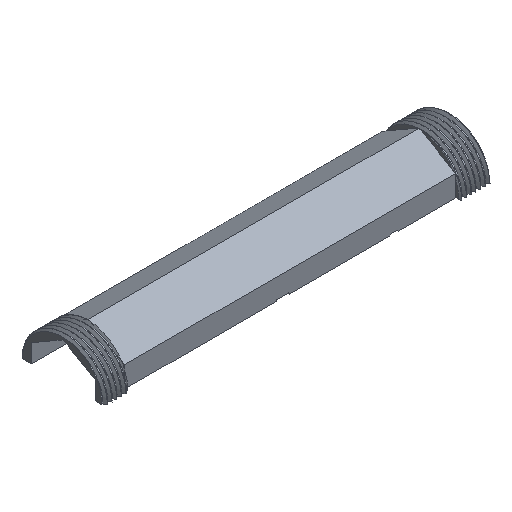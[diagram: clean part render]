
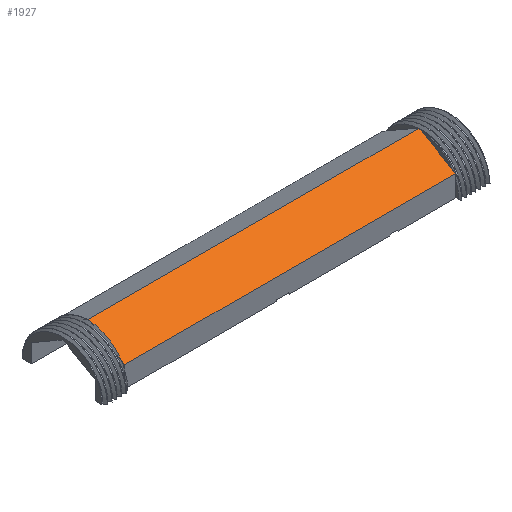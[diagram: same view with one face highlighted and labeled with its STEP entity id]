
A CAD part, isometric view. The second image highlights one B-rep face of the part: STEP entity #1927.
In plain terms, the highlighted planar face has unit normal (0, -0.5, 0.866).
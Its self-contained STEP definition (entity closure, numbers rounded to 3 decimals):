
#297=FACE_OUTER_BOUND('',#402,.T.);
#402=EDGE_LOOP('',(#1698,#1699,#1700,#1701,#1702,#1703,#1704,#1705));
#508=LINE('',#2962,#661);
#547=LINE('',#5620,#700);
#558=LINE('',#5650,#711);
#559=LINE('',#5653,#712);
#562=LINE('',#5683,#715);
#563=LINE('',#5685,#716);
#564=LINE('',#5686,#717);
#565=LINE('',#5687,#718);
#661=VECTOR('',#2153,10.);
#700=VECTOR('',#2302,10.);
#711=VECTOR('',#2335,10.);
#712=VECTOR('',#2338,10.);
#715=VECTOR('',#2351,10.);
#716=VECTOR('',#2354,10.);
#717=VECTOR('',#2355,10.);
#718=VECTOR('',#2356,10.);
#864=VERTEX_POINT('',#2959);
#865=VERTEX_POINT('',#2961);
#874=VERTEX_POINT('',#3289);
#876=VERTEX_POINT('',#3774);
#892=VERTEX_POINT('',#4359);
#899=VERTEX_POINT('',#5321);
#916=VERTEX_POINT('',#5648);
#917=VERTEX_POINT('',#5652);
#1056=EDGE_CURVE('',#864,#865,#508,.T.);
#1174=EDGE_CURVE('',#874,#876,#547,.T.);
#1190=EDGE_CURVE('',#876,#916,#558,.T.);
#1191=EDGE_CURVE('',#917,#892,#559,.T.);
#1195=EDGE_CURVE('',#865,#874,#562,.T.);
#1196=EDGE_CURVE('',#917,#916,#563,.T.);
#1197=EDGE_CURVE('',#864,#899,#564,.T.);
#1198=EDGE_CURVE('',#899,#892,#565,.T.);
#1698=ORIENTED_EDGE('',*,*,#1191,.F.);
#1699=ORIENTED_EDGE('',*,*,#1196,.T.);
#1700=ORIENTED_EDGE('',*,*,#1190,.F.);
#1701=ORIENTED_EDGE('',*,*,#1174,.F.);
#1702=ORIENTED_EDGE('',*,*,#1195,.F.);
#1703=ORIENTED_EDGE('',*,*,#1056,.F.);
#1704=ORIENTED_EDGE('',*,*,#1197,.T.);
#1705=ORIENTED_EDGE('',*,*,#1198,.T.);
#1829=PLANE('',#2031);
#1927=ADVANCED_FACE('',(#297),#1829,.T.);
#2031=AXIS2_PLACEMENT_3D('',#5684,#2352,#2353);
#2153=DIRECTION('',(-1.,0.,0.));
#2302=DIRECTION('',(0.,0.866,0.5));
#2335=DIRECTION('',(0.,0.866,0.5));
#2338=DIRECTION('',(0.,-0.866,-0.5));
#2351=DIRECTION('',(0.,0.866,0.5));
#2352=DIRECTION('center_axis',(0.,-0.5,0.866));
#2353=DIRECTION('ref_axis',(0.,0.866,0.5));
#2354=DIRECTION('',(-1.,0.,0.));
#2355=DIRECTION('',(0.,0.866,0.5));
#2356=DIRECTION('',(0.,0.866,0.5));
#2959=CARTESIAN_POINT('',(41.05,89.806,10.755));
#2961=CARTESIAN_POINT('',(-64.85,89.806,10.755));
#2962=CARTESIAN_POINT('',(50.15,89.806,10.755));
#3289=CARTESIAN_POINT('',(-64.85,90.926,11.402));
#3774=CARTESIAN_POINT('',(-64.85,101.087,17.268));
#4359=CARTESIAN_POINT('',(41.05,101.087,17.268));
#5321=CARTESIAN_POINT('',(41.05,90.926,11.402));
#5620=CARTESIAN_POINT('',(-64.85,92.656,12.4));
#5648=CARTESIAN_POINT('',(-64.85,101.506,17.51));
#5650=CARTESIAN_POINT('',(-64.85,92.656,12.4));
#5652=CARTESIAN_POINT('',(41.05,101.506,17.51));
#5653=CARTESIAN_POINT('',(41.05,92.656,12.4));
#5683=CARTESIAN_POINT('',(-64.85,92.656,12.4));
#5684=CARTESIAN_POINT('Origin',(50.15,89.656,10.668));
#5685=CARTESIAN_POINT('',(-34.85,101.506,17.51));
#5686=CARTESIAN_POINT('',(41.05,92.656,12.4));
#5687=CARTESIAN_POINT('',(41.05,92.656,12.4));
